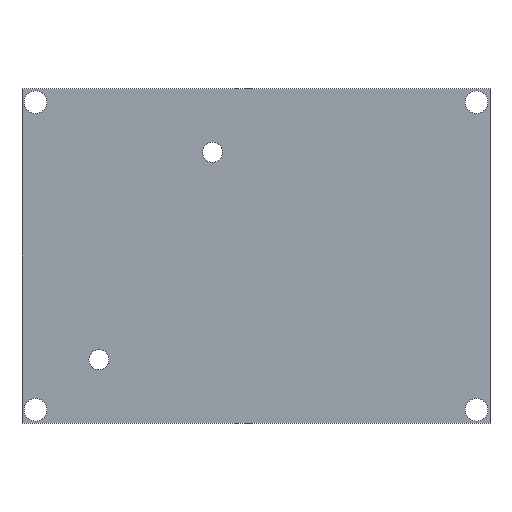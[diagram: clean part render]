
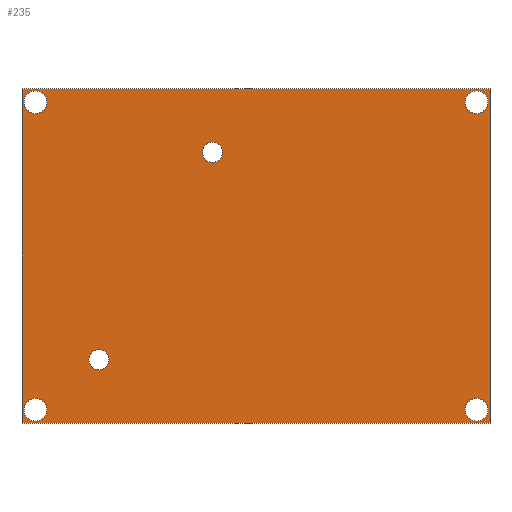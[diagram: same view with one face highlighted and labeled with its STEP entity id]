
A CAD part, front view. The second image highlights one B-rep face of the part: STEP entity #235.
In plain terms, the highlighted planar face has unit normal (0, -1, 0).
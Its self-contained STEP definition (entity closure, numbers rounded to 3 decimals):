
#15=FACE_BOUND('',#48,.T.);
#16=FACE_BOUND('',#49,.T.);
#17=FACE_BOUND('',#50,.T.);
#18=FACE_BOUND('',#51,.T.);
#19=FACE_BOUND('',#52,.T.);
#20=FACE_BOUND('',#53,.T.);
#27=PLANE('',#271);
#35=FACE_OUTER_BOUND('',#47,.T.);
#47=EDGE_LOOP('',(#175,#176,#177,#178));
#48=EDGE_LOOP('',(#179));
#49=EDGE_LOOP('',(#180));
#50=EDGE_LOOP('',(#181));
#51=EDGE_LOOP('',(#182));
#52=EDGE_LOOP('',(#183));
#53=EDGE_LOOP('',(#184));
#71=LINE('',#373,#89);
#72=LINE('',#375,#90);
#73=LINE('',#377,#91);
#74=LINE('',#378,#92);
#89=VECTOR('',#307,10.);
#90=VECTOR('',#308,10.);
#91=VECTOR('',#309,10.);
#92=VECTOR('',#310,10.);
#105=CIRCLE('',#266,1.5);
#107=CIRCLE('',#269,1.5);
#109=CIRCLE('',#272,1.7);
#110=CIRCLE('',#273,1.7);
#111=CIRCLE('',#274,1.7);
#112=CIRCLE('',#275,1.7);
#117=VERTEX_POINT('',#359);
#119=VERTEX_POINT('',#365);
#121=VERTEX_POINT('',#371);
#122=VERTEX_POINT('',#372);
#123=VERTEX_POINT('',#374);
#124=VERTEX_POINT('',#376);
#125=VERTEX_POINT('',#379);
#126=VERTEX_POINT('',#381);
#127=VERTEX_POINT('',#383);
#128=VERTEX_POINT('',#385);
#137=EDGE_CURVE('',#117,#117,#105,.T.);
#140=EDGE_CURVE('',#119,#119,#107,.T.);
#143=EDGE_CURVE('',#121,#122,#71,.T.);
#144=EDGE_CURVE('',#122,#123,#72,.T.);
#145=EDGE_CURVE('',#123,#124,#73,.T.);
#146=EDGE_CURVE('',#124,#121,#74,.T.);
#147=EDGE_CURVE('',#125,#125,#109,.T.);
#148=EDGE_CURVE('',#126,#126,#110,.T.);
#149=EDGE_CURVE('',#127,#127,#111,.T.);
#150=EDGE_CURVE('',#128,#128,#112,.T.);
#175=ORIENTED_EDGE('',*,*,#143,.T.);
#176=ORIENTED_EDGE('',*,*,#144,.T.);
#177=ORIENTED_EDGE('',*,*,#145,.T.);
#178=ORIENTED_EDGE('',*,*,#146,.T.);
#179=ORIENTED_EDGE('',*,*,#137,.T.);
#180=ORIENTED_EDGE('',*,*,#140,.T.);
#181=ORIENTED_EDGE('',*,*,#147,.T.);
#182=ORIENTED_EDGE('',*,*,#148,.T.);
#183=ORIENTED_EDGE('',*,*,#149,.T.);
#184=ORIENTED_EDGE('',*,*,#150,.T.);
#235=ADVANCED_FACE('',(#35,#15,#16,#17,#18,#19,#20),#27,.F.);
#266=AXIS2_PLACEMENT_3D('',#360,#293,#294);
#269=AXIS2_PLACEMENT_3D('',#366,#300,#301);
#271=AXIS2_PLACEMENT_3D('',#370,#305,#306);
#272=AXIS2_PLACEMENT_3D('',#380,#311,#312);
#273=AXIS2_PLACEMENT_3D('',#382,#313,#314);
#274=AXIS2_PLACEMENT_3D('',#384,#315,#316);
#275=AXIS2_PLACEMENT_3D('',#386,#317,#318);
#293=DIRECTION('center_axis',(0.,1.,0.));
#294=DIRECTION('ref_axis',(1.,0.,0.));
#300=DIRECTION('center_axis',(0.,1.,0.));
#301=DIRECTION('ref_axis',(1.,0.,0.));
#305=DIRECTION('center_axis',(0.,1.,0.));
#306=DIRECTION('ref_axis',(0.,0.,1.));
#307=DIRECTION('',(1.,0.,0.));
#308=DIRECTION('',(0.,0.,1.));
#309=DIRECTION('',(-1.,0.,0.));
#310=DIRECTION('',(0.,0.,-1.));
#311=DIRECTION('center_axis',(0.,1.,0.));
#312=DIRECTION('ref_axis',(1.,0.,0.));
#313=DIRECTION('center_axis',(0.,1.,0.));
#314=DIRECTION('ref_axis',(1.,0.,0.));
#315=DIRECTION('center_axis',(0.,1.,0.));
#316=DIRECTION('ref_axis',(1.,0.,0.));
#317=DIRECTION('center_axis',(0.,1.,0.));
#318=DIRECTION('ref_axis',(1.,0.,0.));
#359=CARTESIAN_POINT('',(-8.,-0.75,15.5));
#360=CARTESIAN_POINT('Origin',(-6.5,-0.75,15.5));
#365=CARTESIAN_POINT('',(-25.,-0.75,-15.5));
#366=CARTESIAN_POINT('Origin',(-23.5,-0.75,-15.5));
#370=CARTESIAN_POINT('Origin',(0.,-0.75,0.));
#371=CARTESIAN_POINT('',(-35.,-0.75,-25.));
#372=CARTESIAN_POINT('',(35.,-0.75,-25.));
#373=CARTESIAN_POINT('',(35.,-0.75,-25.));
#374=CARTESIAN_POINT('',(35.,-0.75,25.));
#375=CARTESIAN_POINT('',(35.,-0.75,25.));
#376=CARTESIAN_POINT('',(-35.,-0.75,25.));
#377=CARTESIAN_POINT('',(-35.,-0.75,25.));
#378=CARTESIAN_POINT('',(-35.,-0.75,-25.));
#379=CARTESIAN_POINT('',(31.3,-0.75,-23.));
#380=CARTESIAN_POINT('Origin',(33.,-0.75,-23.));
#381=CARTESIAN_POINT('',(31.3,-0.75,23.));
#382=CARTESIAN_POINT('Origin',(33.,-0.75,23.));
#383=CARTESIAN_POINT('',(-34.7,-0.75,-23.));
#384=CARTESIAN_POINT('Origin',(-33.,-0.75,-23.));
#385=CARTESIAN_POINT('',(-34.7,-0.75,23.));
#386=CARTESIAN_POINT('Origin',(-33.,-0.75,23.));
